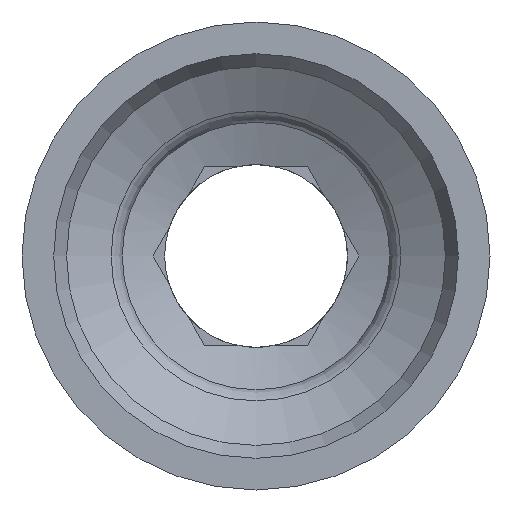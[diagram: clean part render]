
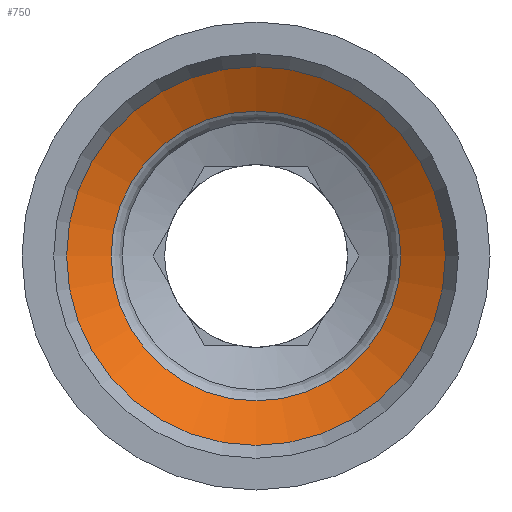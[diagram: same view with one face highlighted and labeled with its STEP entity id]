
A CAD part, left-side view. The second image highlights one B-rep face of the part: STEP entity #750.
In plain terms, the highlighted conical face has half-angle 60 degrees and reference radius 7.25 mm.
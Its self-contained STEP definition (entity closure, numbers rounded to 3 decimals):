
#56=CONICAL_SURFACE('',#856,7.25,1.047);
#66=LINE('',#1194,#114);
#114=VECTOR('',#963,7.25);
#172=FACE_OUTER_BOUND('',#215,.T.);
#215=EDGE_LOOP('',(#496,#497,#498,#499,#500));
#260=CIRCLE('',#849,6.5);
#261=CIRCLE('',#850,6.5);
#266=CIRCLE('',#857,8.5);
#308=VERTEX_POINT('',#1179);
#309=VERTEX_POINT('',#1180);
#313=VERTEX_POINT('',#1193);
#377=EDGE_CURVE('',#308,#309,#260,.T.);
#378=EDGE_CURVE('',#309,#308,#261,.T.);
#384=EDGE_CURVE('',#309,#313,#66,.T.);
#385=EDGE_CURVE('',#313,#313,#266,.T.);
#496=ORIENTED_EDGE('',*,*,#377,.F.);
#497=ORIENTED_EDGE('',*,*,#378,.F.);
#498=ORIENTED_EDGE('',*,*,#384,.T.);
#499=ORIENTED_EDGE('',*,*,#385,.F.);
#500=ORIENTED_EDGE('',*,*,#384,.F.);
#750=ADVANCED_FACE('',(#172),#56,.F.);
#849=AXIS2_PLACEMENT_3D('',#1181,#946,#947);
#850=AXIS2_PLACEMENT_3D('',#1182,#948,#949);
#856=AXIS2_PLACEMENT_3D('',#1192,#961,#962);
#857=AXIS2_PLACEMENT_3D('',#1195,#964,#965);
#946=DIRECTION('center_axis',(-1.,0.,0.));
#947=DIRECTION('ref_axis',(0.,-1.,0.));
#948=DIRECTION('center_axis',(-1.,0.,0.));
#949=DIRECTION('ref_axis',(0.,-1.,0.));
#961=DIRECTION('center_axis',(-1.,0.,0.));
#962=DIRECTION('ref_axis',(0.,1.,0.));
#963=DIRECTION('',(-0.5,-0.866,0.));
#964=DIRECTION('center_axis',(1.,0.,0.));
#965=DIRECTION('ref_axis',(0.,0.,-1.));
#1179=CARTESIAN_POINT('',(9.155,0.,6.5));
#1180=CARTESIAN_POINT('',(9.155,-6.5,0.));
#1181=CARTESIAN_POINT('Origin',(9.155,0.,0.));
#1182=CARTESIAN_POINT('Origin',(9.155,0.,0.));
#1192=CARTESIAN_POINT('Origin',(8.722,0.,0.));
#1193=CARTESIAN_POINT('',(8.,-8.5,0.));
#1194=CARTESIAN_POINT('',(8.722,-7.25,0.));
#1195=CARTESIAN_POINT('Origin',(8.,0.,0.));
